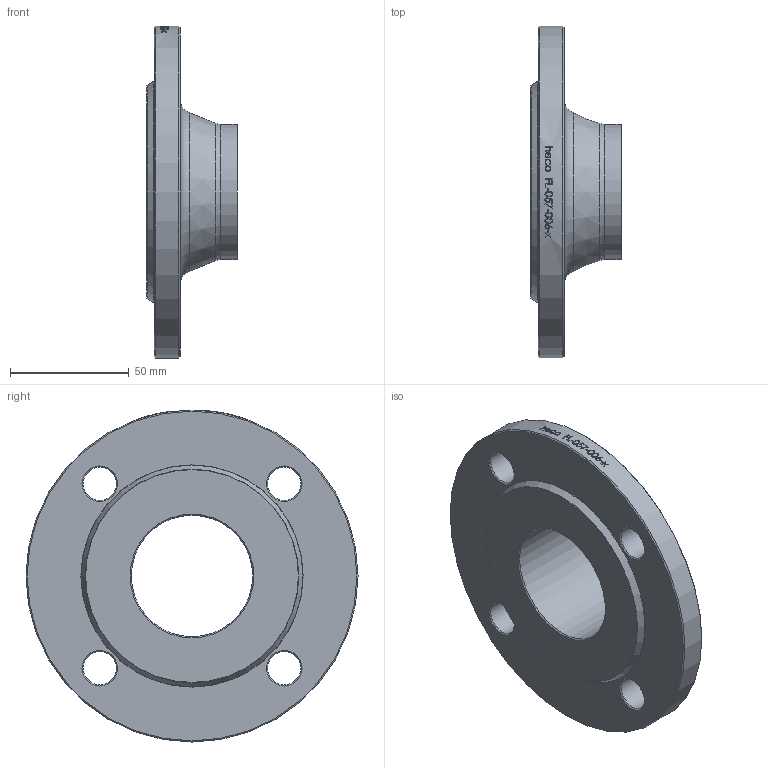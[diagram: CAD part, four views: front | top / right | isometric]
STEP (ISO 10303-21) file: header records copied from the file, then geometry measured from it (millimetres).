
FILE_DESCRIPTION (( 'STEP AP214' ), '1' );
FILE_NAME ('FL-057-006-x Vorschweissflansch PN6 Din DIN2631 2008.STEP', '2020-08-24T10:23:39', ( '' ), ( '' ), 'SwSTEP 2.0', 'SolidWorks 2019', '' );
FILE_SCHEMA (( 'AUTOMOTIVE_DESIGN' ));
Length unit declared in the file: millimetre
Products named in the file (1): FL-057-006-x Vorschweissflansch PN6 Din DIN2631 2008
Bounding box: 38 x 140 x 140 mm (x, y, z)
Volume: 176050.7 mm3; surface area: 41782.4 mm2
Topology: 1 solids, 1 shells, 50 faces, 213 edges, 188 vertices
Faces by surface type: cylinder 29, cone 13, plane 4, torus 4
Full cylindrical faces by diameter (mm): 14 x4, 51.2 x1, 57 x1, 140 x1
Entity records: 4557 total; most frequent: CARTESIAN_POINT 2757, ORIENTED_EDGE 358, DIRECTION 243, VERTEX_POINT 179, EDGE_CURVE 179, AXIS2_PLACEMENT_3D 111, EDGE_LOOP 108, B_SPLINE_CURVE_WITH_KNOTS 98
